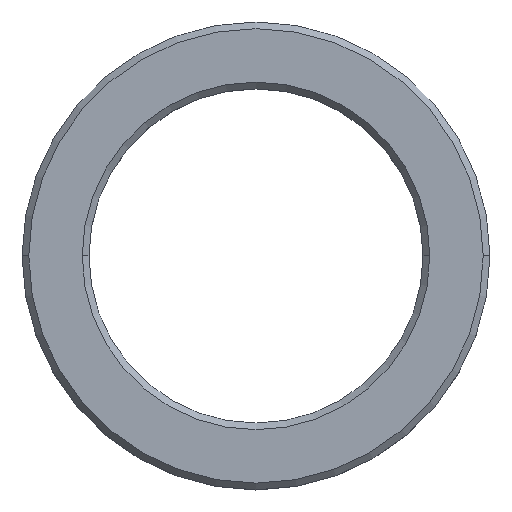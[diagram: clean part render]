
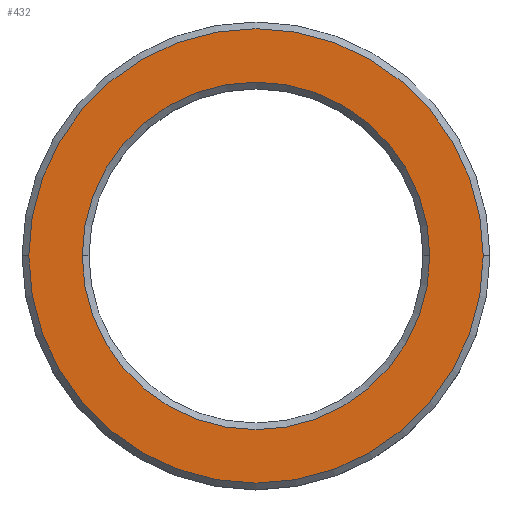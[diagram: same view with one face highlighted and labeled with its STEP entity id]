
A CAD part, top view. The second image highlights one B-rep face of the part: STEP entity #432.
In plain terms, the highlighted planar face has unit normal (0, 0, 1).
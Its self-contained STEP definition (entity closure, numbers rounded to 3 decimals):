
#38 = CARTESIAN_POINT ( 'NONE',  ( 0., 0., 8. ) ) ;
#63 = DIRECTION ( 'NONE',  ( 0., 0., -1. ) ) ;
#87 = AXIS2_PLACEMENT_3D ( 'NONE', #38, #561, #563 ) ;
#92 = FACE_BOUND ( 'NONE', #506, .T. ) ;
#94 = CIRCLE ( 'NONE', #521, 13. ) ;
#100 = DIRECTION ( 'NONE',  ( 0., 0., 1. ) ) ;
#108 = DIRECTION ( 'NONE',  ( 1., 0., 0. ) ) ;
#110 = ORIENTED_EDGE ( 'NONE', *, *, #562, .T. ) ;
#115 = EDGE_CURVE ( 'NONE', #440, #230, #94, .T. ) ;
#124 = CARTESIAN_POINT ( 'NONE',  ( 0., 0., 8. ) ) ;
#128 = ORIENTED_EDGE ( 'NONE', *, *, #518, .T. ) ;
#155 = AXIS2_PLACEMENT_3D ( 'NONE', #201, #100, #108 ) ;
#174 = EDGE_LOOP ( 'NONE', ( #110, #475 ) ) ;
#188 = AXIS2_PLACEMENT_3D ( 'NONE', #446, #63, #198 ) ;
#198 = DIRECTION ( 'NONE',  ( 1., 0., 0. ) ) ;
#201 = CARTESIAN_POINT ( 'NONE',  ( 0., 0., 8. ) ) ;
#210 = ORIENTED_EDGE ( 'NONE', *, *, #115, .T. ) ;
#212 = DIRECTION ( 'NONE',  ( 0., 0., -1. ) ) ;
#230 = VERTEX_POINT ( 'NONE', #287 ) ;
#235 = CARTESIAN_POINT ( 'NONE',  ( 0., 0., 8. ) ) ;
#243 = VERTEX_POINT ( 'NONE', #486 ) ;
#262 = AXIS2_PLACEMENT_3D ( 'NONE', #235, #485, #293 ) ;
#287 = CARTESIAN_POINT ( 'NONE',  ( 13., 0., 8. ) ) ;
#293 = DIRECTION ( 'NONE',  ( 1., 0., 0. ) ) ;
#319 = CIRCLE ( 'NONE', #188, 13. ) ;
#331 = CARTESIAN_POINT ( 'NONE',  ( -17., 0., 8. ) ) ;
#366 = CIRCLE ( 'NONE', #87, 17. ) ;
#398 = PLANE ( 'NONE',  #262 ) ;
#432 = ADVANCED_FACE ( 'NONE', ( #488, #92 ), #398, .T. ) ;
#440 = VERTEX_POINT ( 'NONE', #539 ) ;
#446 = CARTESIAN_POINT ( 'NONE',  ( 0., 0., 8. ) ) ;
#469 = VERTEX_POINT ( 'NONE', #331 ) ;
#474 = CIRCLE ( 'NONE', #155, 17. ) ;
#475 = ORIENTED_EDGE ( 'NONE', *, *, #517, .T. ) ;
#485 = DIRECTION ( 'NONE',  ( 0., 0., 1. ) ) ;
#486 = CARTESIAN_POINT ( 'NONE',  ( 17., 0., 8. ) ) ;
#488 = FACE_OUTER_BOUND ( 'NONE', #174, .T. ) ;
#506 = EDGE_LOOP ( 'NONE', ( #128, #210 ) ) ;
#517 = EDGE_CURVE ( 'NONE', #243, #469, #474, .T. ) ;
#518 = EDGE_CURVE ( 'NONE', #230, #440, #319, .T. ) ;
#521 = AXIS2_PLACEMENT_3D ( 'NONE', #124, #212, #552 ) ;
#539 = CARTESIAN_POINT ( 'NONE',  ( -13., 0., 8. ) ) ;
#552 = DIRECTION ( 'NONE',  ( 1., 0., 0. ) ) ;
#561 = DIRECTION ( 'NONE',  ( 0., 0., 1. ) ) ;
#562 = EDGE_CURVE ( 'NONE', #469, #243, #366, .T. ) ;
#563 = DIRECTION ( 'NONE',  ( 1., 0., 0. ) ) ;
